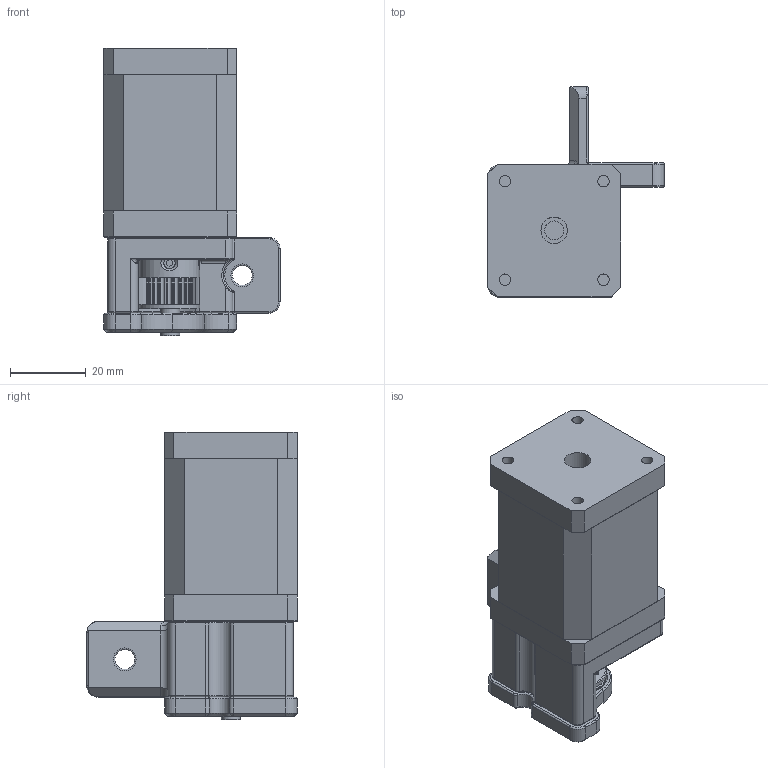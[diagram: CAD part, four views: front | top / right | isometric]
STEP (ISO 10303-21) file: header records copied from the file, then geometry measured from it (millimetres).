
FILE_DESCRIPTION(/* description */ ('','CAx-IF Rec.Pracs.---Representation and Presentation of Product Manufacturing Information (PMI)---4.0---2014-10-13'),/* implementation_level */ '2;1');
FILE_NAME(/* name */ 'Y Axis Left Stepper.step',/* time_stamp */ '2024-12-21T10:24:09-05:00',/* author */ (''),/* organization */ (''),/* preprocessor_version */ 'ST-DEVELOPER v20',/* originating_system */ 'Autodesk Translation Framework v13.20.0.188',/* authorisation */ '');
FILE_SCHEMA (('AP242_MANAGED_MODEL_BASED_3D_ENGINEERING_MIM_LF { 1 0 10303 442 1 1 4 }'));
Length unit declared in the file: millimetre
Products named in the file (7): Y Axis Left Stepper; Hardware (2) (1); 91292A020_18-8 Stainless Steel Socket Head Screw; F695 ZZ (3) (1) (3); 91292A111_18-8 Stainless Steel Socket Head Screw; GT2 20T Pulley 6mm (2); Nema14 (1) (1)
Assembly tree (8 placements, depth 3):
  Y Axis Left Stepper
    Hardware (2) (1)
      91292A020_18-8 Stainless Steel Socket Head Screw  x3
      F695 ZZ (3) (1) (3)
      91292A111_18-8 Stainless Steel Socket Head Screw
    GT2 20T Pulley 6mm (2)
    Nema14 (1) (1)
Bounding box: 46.5 x 55.5 x 76 mm (x, y, z)
Volume: 78772.5 mm3; surface area: 28930.2 mm2
Topology: 14 solids, 14 shells, 761 faces, 1952 edges, 1238 vertices
Faces by surface type: cylinder 445, plane 159, cone 86, torus 53, bspline 18
Full cylindrical faces by diameter (mm): 2.35 x116, 3 x131, 3.2 x7, 4 x1, 5 x5, 5.2 x2, 5.5 x8, 6.5 x2, 7 x1, 11.5 x2, 13 x1, 13.1 x1, 15 x1, 15.1 x1, 16 x2, 22 x1, 22.2 x1
Entity records: 26384 total; most frequent: CARTESIAN_POINT 12729, DIRECTION 2842, ORIENTED_EDGE 2822, EDGE_CURVE 1411, AXIS2_PLACEMENT_3D 1123, VERTEX_POINT 886, EDGE_LOOP 635, LINE 596
